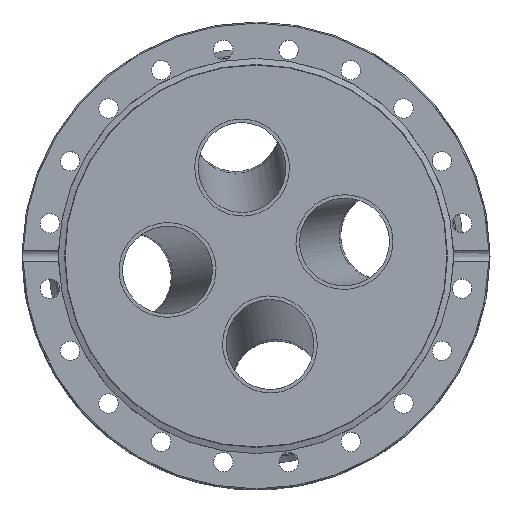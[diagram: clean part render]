
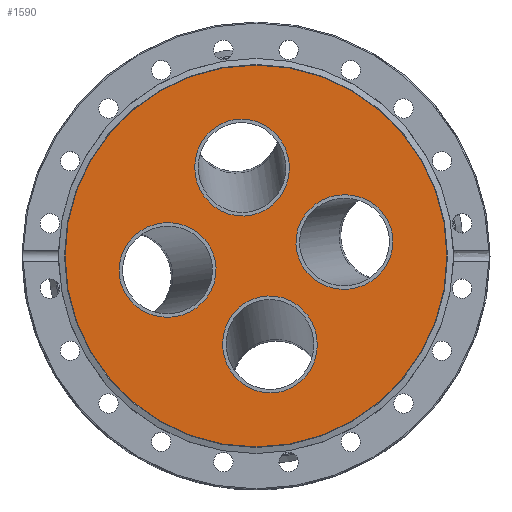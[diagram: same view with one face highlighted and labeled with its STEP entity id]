
A CAD part, top view. The second image highlights one B-rep face of the part: STEP entity #1590.
In plain terms, the highlighted planar face has unit normal (0, 0, 1).
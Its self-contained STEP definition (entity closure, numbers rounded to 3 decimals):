
#112=CARTESIAN_POINT('',(9.366,-59.134,20.8));
#113=VERTEX_POINT('',#112);
#114=CARTESIAN_POINT('',(6.075,-38.354,20.8));
#115=DIRECTION('',(0.,0.,-1.0));
#116=DIRECTION('',(-0.156,0.988,0.));
#117=AXIS2_PLACEMENT_3D('',#114,#115,#116);
#118=ELLIPSE('',#117,21.039,20.5);
#119=EDGE_CURVE('',#113,#113,#118,.T.);
#140=CARTESIAN_POINT('',(-59.134,-9.366,20.8));
#141=VERTEX_POINT('',#140);
#142=CARTESIAN_POINT('',(-38.354,-6.075,20.8));
#143=DIRECTION('',(0.,0.,-1.));
#144=DIRECTION('',(0.988,0.156,0.));
#145=AXIS2_PLACEMENT_3D('',#142,#143,#144);
#146=ELLIPSE('',#145,21.039,20.5);
#147=EDGE_CURVE('',#141,#141,#146,.T.);
#168=CARTESIAN_POINT('',(-9.366,59.134,20.8));
#169=VERTEX_POINT('',#168);
#170=CARTESIAN_POINT('',(-6.075,38.354,20.8));
#171=DIRECTION('',(0.,0.,-1.0));
#172=DIRECTION('',(0.156,-0.988,0.));
#173=AXIS2_PLACEMENT_3D('',#170,#171,#172);
#174=ELLIPSE('',#173,21.039,20.5);
#175=EDGE_CURVE('',#169,#169,#174,.T.);
#196=CARTESIAN_POINT('',(59.134,9.366,20.8));
#197=VERTEX_POINT('',#196);
#198=CARTESIAN_POINT('',(38.354,6.075,20.8));
#199=DIRECTION('',(0.,0.,-1.0));
#200=DIRECTION('',(-0.988,-0.156,0.));
#201=AXIS2_PLACEMENT_3D('',#198,#199,#200);
#202=ELLIPSE('',#201,21.039,20.5);
#203=EDGE_CURVE('',#197,#197,#202,.T.);
#1555=CARTESIAN_POINT('',(0.0,-82.832,20.8));
#1556=VERTEX_POINT('',#1555);
#1557=CARTESIAN_POINT('',(0.0,0.,20.8));
#1558=DIRECTION('',(0.0,0.0,-1.0));
#1559=DIRECTION('',(0.0,-1.0,0.0));
#1560=AXIS2_PLACEMENT_3D('',#1557,#1558,#1559);
#1561=CIRCLE('',#1560,82.832);
#1562=EDGE_CURVE('',#1556,#1556,#1561,.T.);
#1570=CARTESIAN_POINT('',(0.0,-41.416,20.8));
#1571=DIRECTION('',(0.0,0.0,-1.0));
#1572=DIRECTION('',(-1.0,0.0,0.0));
#1573=AXIS2_PLACEMENT_3D('',#1570,#1571,#1572);
#1574=PLANE('',#1573);
#1575=ORIENTED_EDGE('',*,*,#1562,.F.);
#1576=EDGE_LOOP('',(#1575));
#1577=FACE_OUTER_BOUND('',#1576,.T.);
#1578=ORIENTED_EDGE('',*,*,#119,.T.);
#1579=EDGE_LOOP('',(#1578));
#1580=FACE_BOUND('',#1579,.T.);
#1581=ORIENTED_EDGE('',*,*,#147,.T.);
#1582=EDGE_LOOP('',(#1581));
#1583=FACE_BOUND('',#1582,.T.);
#1584=ORIENTED_EDGE('',*,*,#175,.T.);
#1585=EDGE_LOOP('',(#1584));
#1586=FACE_BOUND('',#1585,.T.);
#1587=ORIENTED_EDGE('',*,*,#203,.T.);
#1588=EDGE_LOOP('',(#1587));
#1589=FACE_BOUND('',#1588,.T.);
#1590=ADVANCED_FACE('',(#1577,#1580,#1583,#1586,#1589),#1574,.F.);
